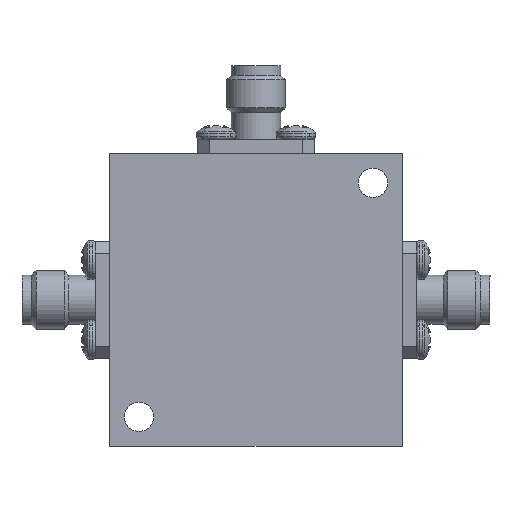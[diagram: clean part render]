
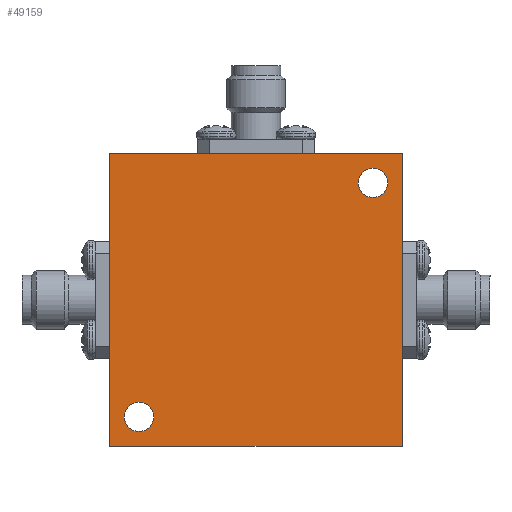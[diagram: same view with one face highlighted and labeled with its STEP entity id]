
A CAD part, front view. The second image highlights one B-rep face of the part: STEP entity #49159.
In plain terms, the highlighted planar face has unit normal (0, -1, 0).
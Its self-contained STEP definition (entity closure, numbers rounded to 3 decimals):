
#95 = CARTESIAN_POINT ( 'NONE',  ( -12.7, 0., -12.7 ) ) ;
#854 = VECTOR ( 'NONE', #38762, 1000. ) ;
#1085 = CIRCLE ( 'NONE', #33270, 1.588 ) ;
#2376 = CARTESIAN_POINT ( 'NONE',  ( -12.7, 0., -14.287 ) ) ;
#3890 = EDGE_CURVE ( 'NONE', #15440, #9390, #12219, .T. ) ;
#4024 = DIRECTION ( 'NONE',  ( 0., -1., 0. ) ) ;
#4159 = CARTESIAN_POINT ( 'NONE',  ( 12.7, 0., 14.287 ) ) ;
#5217 = LINE ( 'NONE', #47628, #23149 ) ;
#6112 = EDGE_LOOP ( 'NONE', ( #54870, #56814 ) ) ;
#6856 = DIRECTION ( 'NONE',  ( 0., 1., 0. ) ) ;
#7387 = FACE_OUTER_BOUND ( 'NONE', #35113, .T. ) ;
#8328 = FACE_BOUND ( 'NONE', #49897, .T. ) ;
#8383 = CARTESIAN_POINT ( 'NONE',  ( -15.875, 0., 15.875 ) ) ;
#9314 = VERTEX_POINT ( 'NONE', #22685 ) ;
#9390 = VERTEX_POINT ( 'NONE', #23287 ) ;
#10189 = AXIS2_PLACEMENT_3D ( 'NONE', #45841, #4024, #12282 ) ;
#10717 = VECTOR ( 'NONE', #40480, 1000. ) ;
#10869 = LINE ( 'NONE', #52677, #51264 ) ;
#12219 = LINE ( 'NONE', #57963, #854 ) ;
#12282 = DIRECTION ( 'NONE',  ( 0., 0., -1. ) ) ;
#14452 = CIRCLE ( 'NONE', #27124, 1.588 ) ;
#15135 = AXIS2_PLACEMENT_3D ( 'NONE', #95, #56215, #46803 ) ;
#15440 = VERTEX_POINT ( 'NONE', #40541 ) ;
#16080 = EDGE_CURVE ( 'NONE', #46926, #9314, #1085, .T. ) ;
#18849 = ORIENTED_EDGE ( 'NONE', *, *, #16080, .T. ) ;
#19204 = EDGE_CURVE ( 'NONE', #24014, #44002, #57949, .T. ) ;
#20719 = EDGE_CURVE ( 'NONE', #28258, #45668, #5217, .T. ) ;
#22685 = CARTESIAN_POINT ( 'NONE',  ( 12.7, 0., 11.112 ) ) ;
#23149 = VECTOR ( 'NONE', #24438, 1000. ) ;
#23287 = CARTESIAN_POINT ( 'NONE',  ( -15.875, 0., -15.875 ) ) ;
#24014 = VERTEX_POINT ( 'NONE', #2376 ) ;
#24438 = DIRECTION ( 'NONE',  ( 1., 0., 0. ) ) ;
#24880 = DIRECTION ( 'NONE',  ( 0., 0., 1. ) ) ;
#26748 = ORIENTED_EDGE ( 'NONE', *, *, #33720, .F. ) ;
#26756 = CARTESIAN_POINT ( 'NONE',  ( 15.875, 0., 15.875 ) ) ;
#27124 = AXIS2_PLACEMENT_3D ( 'NONE', #45244, #6856, #31524 ) ;
#28145 = EDGE_CURVE ( 'NONE', #9314, #46926, #52602, .T. ) ;
#28258 = VERTEX_POINT ( 'NONE', #8383 ) ;
#29030 = ORIENTED_EDGE ( 'NONE', *, *, #3890, .F. ) ;
#29439 = DIRECTION ( 'NONE',  ( 0., 0., 1. ) ) ;
#30194 = CARTESIAN_POINT ( 'NONE',  ( -12.7, 0., -11.112 ) ) ;
#31524 = DIRECTION ( 'NONE',  ( 0., 0., 1. ) ) ;
#31934 = LINE ( 'NONE', #26756, #10717 ) ;
#33270 = AXIS2_PLACEMENT_3D ( 'NONE', #56888, #43760, #52344 ) ;
#33720 = EDGE_CURVE ( 'NONE', #45668, #15440, #31934, .T. ) ;
#35113 = EDGE_LOOP ( 'NONE', ( #26748, #37718, #39481, #29030 ) ) ;
#35121 = ORIENTED_EDGE ( 'NONE', *, *, #28145, .T. ) ;
#37718 = ORIENTED_EDGE ( 'NONE', *, *, #20719, .F. ) ;
#38762 = DIRECTION ( 'NONE',  ( -1., 0., 0. ) ) ;
#39481 = ORIENTED_EDGE ( 'NONE', *, *, #49796, .F. ) ;
#40480 = DIRECTION ( 'NONE',  ( 0., 0., -1. ) ) ;
#40541 = CARTESIAN_POINT ( 'NONE',  ( 15.875, 0., -15.875 ) ) ;
#43760 = DIRECTION ( 'NONE',  ( 0., 1., 0. ) ) ;
#44002 = VERTEX_POINT ( 'NONE', #30194 ) ;
#44692 = CARTESIAN_POINT ( 'NONE',  ( 15.875, 0., 15.875 ) ) ;
#45244 = CARTESIAN_POINT ( 'NONE',  ( -12.7, 0., -12.7 ) ) ;
#45668 = VERTEX_POINT ( 'NONE', #44692 ) ;
#45841 = CARTESIAN_POINT ( 'NONE',  ( 0., 0., 0. ) ) ;
#46803 = DIRECTION ( 'NONE',  ( 0., 0., 1. ) ) ;
#46926 = VERTEX_POINT ( 'NONE', #4159 ) ;
#47628 = CARTESIAN_POINT ( 'NONE',  ( -15.875, 0., 15.875 ) ) ;
#47731 = AXIS2_PLACEMENT_3D ( 'NONE', #52359, #48647, #29439 ) ;
#48647 = DIRECTION ( 'NONE',  ( 0., 1., 0. ) ) ;
#49159 = ADVANCED_FACE ( 'NONE', ( #54074, #7387, #8328 ), #59547, .T. ) ;
#49796 = EDGE_CURVE ( 'NONE', #9390, #28258, #10869, .T. ) ;
#49897 = EDGE_LOOP ( 'NONE', ( #35121, #18849 ) ) ;
#51264 = VECTOR ( 'NONE', #24880, 1000. ) ;
#52344 = DIRECTION ( 'NONE',  ( 0., 0., 1. ) ) ;
#52359 = CARTESIAN_POINT ( 'NONE',  ( 12.7, 0., 12.7 ) ) ;
#52602 = CIRCLE ( 'NONE', #47731, 1.588 ) ;
#52677 = CARTESIAN_POINT ( 'NONE',  ( -15.875, 0., 15.875 ) ) ;
#53746 = EDGE_CURVE ( 'NONE', #44002, #24014, #14452, .T. ) ;
#54074 = FACE_BOUND ( 'NONE', #6112, .T. ) ;
#54870 = ORIENTED_EDGE ( 'NONE', *, *, #19204, .T. ) ;
#56215 = DIRECTION ( 'NONE',  ( 0., 1., 0. ) ) ;
#56814 = ORIENTED_EDGE ( 'NONE', *, *, #53746, .T. ) ;
#56888 = CARTESIAN_POINT ( 'NONE',  ( 12.7, 0., 12.7 ) ) ;
#57949 = CIRCLE ( 'NONE', #15135, 1.588 ) ;
#57963 = CARTESIAN_POINT ( 'NONE',  ( -15.875, 0., -15.875 ) ) ;
#59547 = PLANE ( 'NONE',  #10189 ) ;
